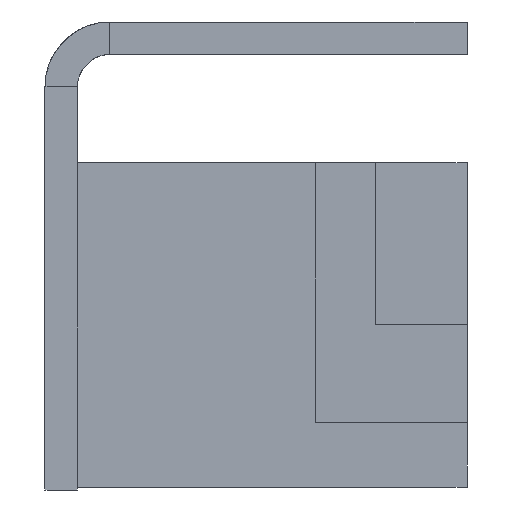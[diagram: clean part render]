
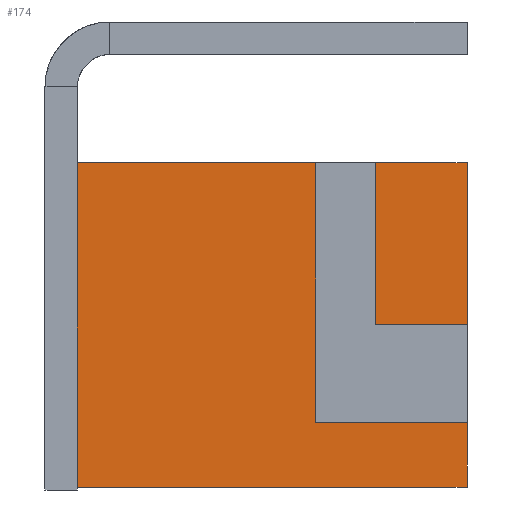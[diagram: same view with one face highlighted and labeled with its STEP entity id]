
A CAD part, left-side view. The second image highlights one B-rep face of the part: STEP entity #174.
In plain terms, the highlighted planar face has unit normal (-1, 0, 0).
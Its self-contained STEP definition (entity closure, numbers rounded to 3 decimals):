
#174=ADVANCED_FACE('',(#3242),#3244,.F.);
#3242=FACE_BOUND('',#3243,.T.);
#3243=EDGE_LOOP('',(#8102,#8103,#8104,#8105,#8106,#8107,#8108,#8109,#8110,#8111));
#3244=PLANE('',#3245);
#3245=AXIS2_PLACEMENT_3D('',#3246,#3247,#3248);
#3246=CARTESIAN_POINT('',(-5.,-1.8,3.));
#3247=DIRECTION('',(1.,0.,0.));
#3248=DIRECTION('',(0.,0.,-1.));
#8102=ORIENTED_EDGE('',*,*,#9932,.T.);
#8103=ORIENTED_EDGE('',*,*,#9933,.T.);
#8104=ORIENTED_EDGE('',*,*,#9934,.F.);
#8105=ORIENTED_EDGE('',*,*,#9935,.F.);
#8106=ORIENTED_EDGE('',*,*,#9909,.T.);
#8107=ORIENTED_EDGE('',*,*,#9936,.T.);
#8108=ORIENTED_EDGE('',*,*,#9937,.T.);
#8109=ORIENTED_EDGE('',*,*,#9938,.T.);
#8110=ORIENTED_EDGE('',*,*,#9939,.F.);
#8111=ORIENTED_EDGE('',*,*,#9940,.F.);
#9909=EDGE_CURVE('',#10860,#10858,#10861,.T.);
#9932=EDGE_CURVE('',#10900,#10901,#10902,.T.);
#9933=EDGE_CURVE('',#10901,#10903,#10904,.T.);
#9934=EDGE_CURVE('',#10905,#10903,#10906,.T.);
#9935=EDGE_CURVE('',#10860,#10905,#10907,.T.);
#9936=EDGE_CURVE('',#10858,#10908,#10909,.T.);
#9937=EDGE_CURVE('',#10908,#10910,#10911,.T.);
#9938=EDGE_CURVE('',#10910,#10912,#10913,.T.);
#9939=EDGE_CURVE('',#10914,#10912,#10915,.T.);
#9940=EDGE_CURVE('',#10900,#10914,#10916,.T.);
#10858=VERTEX_POINT('',#12445);
#10860=VERTEX_POINT('',#12449);
#10861=LINE('',#12450,#12451);
#10900=VERTEX_POINT('',#12535);
#10901=VERTEX_POINT('',#12536);
#10902=LINE('',#12537,#12538);
#10903=VERTEX_POINT('',#12540);
#10904=LINE('',#12541,#12542);
#10905=VERTEX_POINT('',#12544);
#10906=LINE('',#12545,#12546);
#10907=LINE('',#12548,#12549);
#10908=VERTEX_POINT('',#12551);
#10909=LINE('',#12552,#12553);
#10910=VERTEX_POINT('',#12555);
#10911=LINE('',#12556,#12557);
#10912=VERTEX_POINT('',#12559);
#10913=LINE('',#12560,#12561);
#10914=VERTEX_POINT('',#12563);
#10915=LINE('',#12564,#12565);
#10916=LINE('',#12567,#12568);
#12445=CARTESIAN_POINT('',(-5.,-0.4,3.));
#12449=CARTESIAN_POINT('',(-5.,-0.4,0.6));
#12450=CARTESIAN_POINT('',(-5.,-0.4,0.6));
#12451=VECTOR('',#12452,1.);
#12452=DIRECTION('',(0.,0.,1.));
#12535=CARTESIAN_POINT('',(-5.,1.8,3.));
#12536=CARTESIAN_POINT('',(-5.,1.8,0.));
#12537=CARTESIAN_POINT('',(-5.,1.8,3.));
#12538=VECTOR('',#12539,1.);
#12539=DIRECTION('',(0.,0.,-1.));
#12540=CARTESIAN_POINT('',(-5.,-1.8,0.));
#12541=CARTESIAN_POINT('',(-5.,1.8,0.));
#12542=VECTOR('',#12543,1.);
#12543=DIRECTION('',(0.,-1.,0.));
#12544=CARTESIAN_POINT('',(-5.,-1.8,0.6));
#12545=CARTESIAN_POINT('',(-5.,-1.8,0.6));
#12546=VECTOR('',#12547,1.);
#12547=DIRECTION('',(0.,0.,-1.));
#12548=CARTESIAN_POINT('',(-5.,-0.4,0.6));
#12549=VECTOR('',#12550,1.);
#12550=DIRECTION('',(0.,-1.,0.));
#12551=CARTESIAN_POINT('',(-5.,-0.95,3.));
#12552=CARTESIAN_POINT('',(-5.,-0.4,3.));
#12553=VECTOR('',#12554,1.);
#12554=DIRECTION('',(0.,-1.,0.));
#12555=CARTESIAN_POINT('',(-5.,-0.95,1.5));
#12556=CARTESIAN_POINT('',(-5.,-0.95,3.));
#12557=VECTOR('',#12558,1.);
#12558=DIRECTION('',(0.,0.,-1.));
#12559=CARTESIAN_POINT('',(-5.,-1.8,1.5));
#12560=CARTESIAN_POINT('',(-5.,-0.95,1.5));
#12561=VECTOR('',#12562,1.);
#12562=DIRECTION('',(0.,-1.,0.));
#12563=CARTESIAN_POINT('',(-5.,-1.8,3.));
#12564=CARTESIAN_POINT('',(-5.,-1.8,3.));
#12565=VECTOR('',#12566,1.);
#12566=DIRECTION('',(0.,0.,-1.));
#12567=CARTESIAN_POINT('',(-5.,1.8,3.));
#12568=VECTOR('',#12569,1.);
#12569=DIRECTION('',(0.,-1.,0.));
